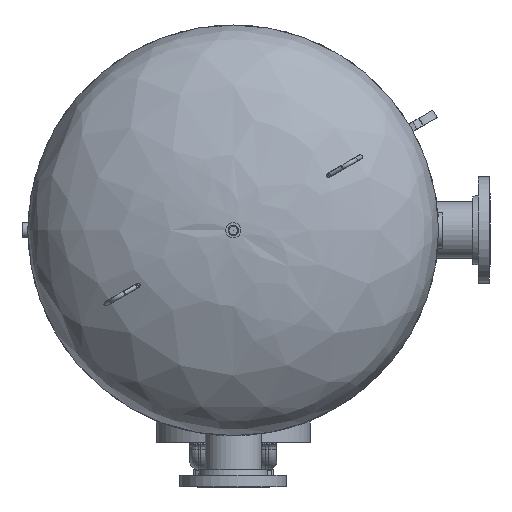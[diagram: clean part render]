
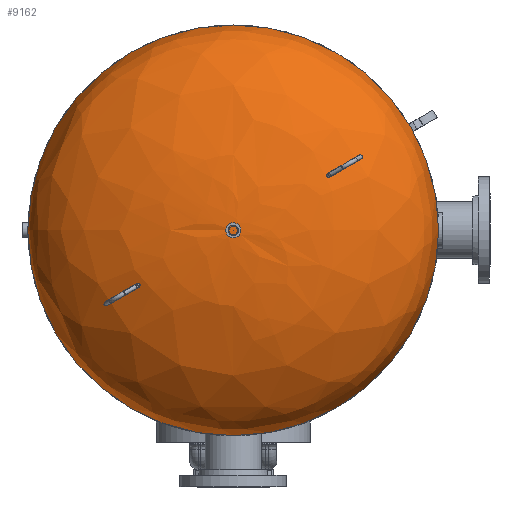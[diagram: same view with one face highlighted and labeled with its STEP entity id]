
A CAD part, front view. The second image highlights one B-rep face of the part: STEP entity #9162.
In plain terms, the highlighted free-form (B-spline) face has degree [2, 2] with [3, 9] control points.
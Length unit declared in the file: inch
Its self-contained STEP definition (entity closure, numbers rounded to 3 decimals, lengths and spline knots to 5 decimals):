
#652=ELLIPSE('',#10085,24.,12.25);
#720=(
BOUNDED_SURFACE()
B_SPLINE_SURFACE(2,2,((#13757,#13758,#13759,#13760,#13761,#13762,#13763,
#13764,#13765),(#13766,#13767,#13768,#13769,#13770,#13771,#13772,#13773,
#13774),(#13775,#13776,#13777,#13778,#13779,#13780,#13781,#13782,#13783)),
 .UNSPECIFIED.,.F.,.T.,.F.)
B_SPLINE_SURFACE_WITH_KNOTS((3,3),(3,2,2,2,3),(0.,1.5708),(0.,
1.5708,3.14159,4.71239,6.28319),
 .UNSPECIFIED.)
GEOMETRIC_REPRESENTATION_ITEM()
RATIONAL_B_SPLINE_SURFACE(((1.,0.707,1.,0.707,1.,
0.707,1.,0.707,1.),(0.707,0.5,0.707,
0.5,0.707,0.5,0.707,0.5,0.707),(1.,
0.707,1.,0.707,1.,0.707,1.,0.707,
1.)))
REPRESENTATION_ITEM('')
SURFACE()
);
#1246=FACE_OUTER_BOUND('',#1770,.T.);
#1770=EDGE_LOOP('',(#6337,#6338,#6339,#6340));
#3529=CIRCLE('',#10080,24.);
#3530=CIRCLE('',#10081,24.);
#3984=VERTEX_POINT('',#13747);
#3985=VERTEX_POINT('',#13749);
#3988=VERTEX_POINT('',#13784);
#4923=EDGE_CURVE('',#3984,#3985,#3529,.T.);
#4924=EDGE_CURVE('',#3985,#3984,#3530,.T.);
#4927=EDGE_CURVE('',#3988,#3985,#652,.T.);
#6337=ORIENTED_EDGE('',*,*,#4927,.T.);
#6338=ORIENTED_EDGE('',*,*,#4923,.F.);
#6339=ORIENTED_EDGE('',*,*,#4924,.F.);
#6340=ORIENTED_EDGE('',*,*,#4927,.F.);
#9162=ADVANCED_FACE('',(#1246),#720,.T.);
#10080=AXIS2_PLACEMENT_3D('',#13750,#11122,#11123);
#10081=AXIS2_PLACEMENT_3D('',#13751,#11124,#11125);
#10085=AXIS2_PLACEMENT_3D('',#13785,#11132,#11133);
#11122=DIRECTION('center_axis',(0.,-1.,0.));
#11123=DIRECTION('ref_axis',(1.,0.,0.));
#11124=DIRECTION('center_axis',(0.,-1.,0.));
#11125=DIRECTION('ref_axis',(1.,0.,0.));
#11132=DIRECTION('center_axis',(0.,0.,-1.));
#11133=DIRECTION('ref_axis',(1.,0.,0.));
#13747=CARTESIAN_POINT('',(-24.,0.,0.));
#13749=CARTESIAN_POINT('',(24.,0.,0.));
#13750=CARTESIAN_POINT('Origin',(0.,0.,0.));
#13751=CARTESIAN_POINT('Origin',(0.,0.,0.));
#13757=CARTESIAN_POINT('Ctrl Pts',(24.,0.,0.));
#13758=CARTESIAN_POINT('Ctrl Pts',(24.,0.,24.));
#13759=CARTESIAN_POINT('Ctrl Pts',(0.,0.,24.));
#13760=CARTESIAN_POINT('Ctrl Pts',(-24.,0.,24.));
#13761=CARTESIAN_POINT('Ctrl Pts',(-24.,0.,0.));
#13762=CARTESIAN_POINT('Ctrl Pts',(-24.,0.,-24.));
#13763=CARTESIAN_POINT('Ctrl Pts',(0.,0.,-24.));
#13764=CARTESIAN_POINT('Ctrl Pts',(24.,0.,-24.));
#13765=CARTESIAN_POINT('Ctrl Pts',(24.,0.,0.));
#13766=CARTESIAN_POINT('Ctrl Pts',(24.,12.25,0.));
#13767=CARTESIAN_POINT('Ctrl Pts',(24.,12.25,24.));
#13768=CARTESIAN_POINT('Ctrl Pts',(0.,12.25,24.));
#13769=CARTESIAN_POINT('Ctrl Pts',(-24.,12.25,24.));
#13770=CARTESIAN_POINT('Ctrl Pts',(-24.,12.25,0.));
#13771=CARTESIAN_POINT('Ctrl Pts',(-24.,12.25,-24.));
#13772=CARTESIAN_POINT('Ctrl Pts',(0.,12.25,-24.));
#13773=CARTESIAN_POINT('Ctrl Pts',(24.,12.25,-24.));
#13774=CARTESIAN_POINT('Ctrl Pts',(24.,12.25,0.));
#13775=CARTESIAN_POINT('Ctrl Pts',(0.,12.25,0.));
#13776=CARTESIAN_POINT('Ctrl Pts',(0.,12.25,0.));
#13777=CARTESIAN_POINT('Ctrl Pts',(0.,12.25,0.));
#13778=CARTESIAN_POINT('Ctrl Pts',(0.,12.25,0.));
#13779=CARTESIAN_POINT('Ctrl Pts',(0.,12.25,0.));
#13780=CARTESIAN_POINT('Ctrl Pts',(0.,12.25,0.));
#13781=CARTESIAN_POINT('Ctrl Pts',(0.,12.25,0.));
#13782=CARTESIAN_POINT('Ctrl Pts',(0.,12.25,0.));
#13783=CARTESIAN_POINT('Ctrl Pts',(0.,12.25,0.));
#13784=CARTESIAN_POINT('',(0.,12.25,0.));
#13785=CARTESIAN_POINT('Origin',(0.,0.,0.));
